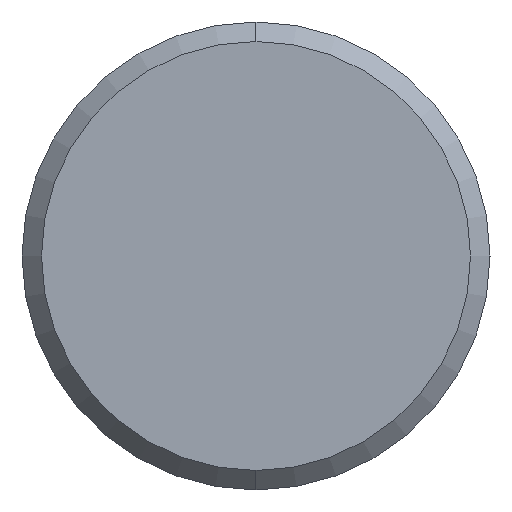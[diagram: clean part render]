
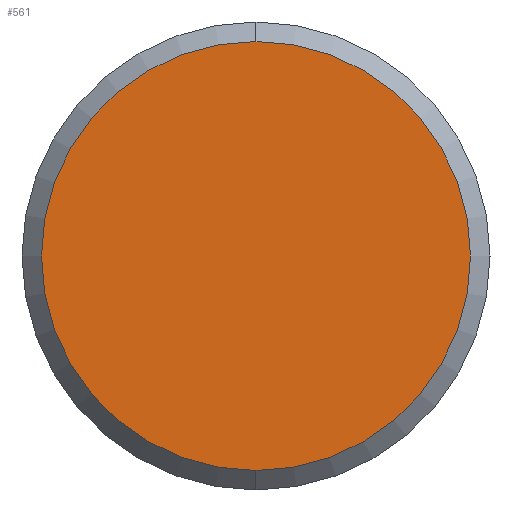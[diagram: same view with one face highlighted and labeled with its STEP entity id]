
A CAD part, left-side view. The second image highlights one B-rep face of the part: STEP entity #561.
In plain terms, the highlighted face is planar.
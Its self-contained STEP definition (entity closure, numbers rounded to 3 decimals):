
#283=CARTESIAN_POINT('',(0.,0.,0.));
#284=DIRECTION('',(0.,0.,1.));
#285=DIRECTION('',(-1.,0.,0.));
#286=AXIS2_PLACEMENT_3D('',#283,#284,#285);
#291=CARTESIAN_POINT('',(0.,0.,0.));
#292=DIRECTION('',(0.,0.,-1.));
#293=DIRECTION('',(-1.,0.,0.));
#294=AXIS2_PLACEMENT_3D('',#291,#292,#293);
#300=CARTESIAN_POINT('',(-2.75,0.,0.));
#302=VERTEX_POINT('',#300);
#304=CARTESIAN_POINT('',(2.75,0.,0.));
#306=VERTEX_POINT('',#304);
#552=CARTESIAN_POINT('',(0.,0.,0.));
#553=DIRECTION('',(0.,0.,-1.));
#554=DIRECTION('',(1.,0.,0.));
#555=AXIS2_PLACEMENT_3D('',#552,#553,#554);
#556=PLANE('',#555);
#557=ORIENTED_EDGE('',*,*,#517,.F.);
#558=ORIENTED_EDGE('',*,*,#540,.T.);
#559=EDGE_LOOP('',(#557,#558));
#560=FACE_OUTER_BOUND('',#559,.F.);
#287=CIRCLE('',#286,2.75);
#295=CIRCLE('',#294,2.75);
#517=EDGE_CURVE('',#302,#306,#287,.T.);
#540=EDGE_CURVE('',#302,#306,#295,.T.);
#561=ADVANCED_FACE('',(#560),#556,.F.);
